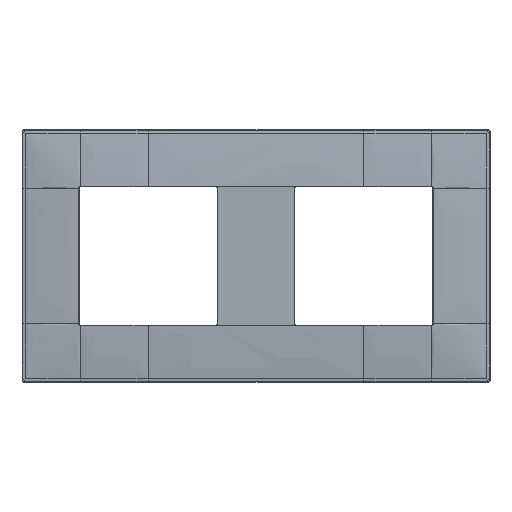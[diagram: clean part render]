
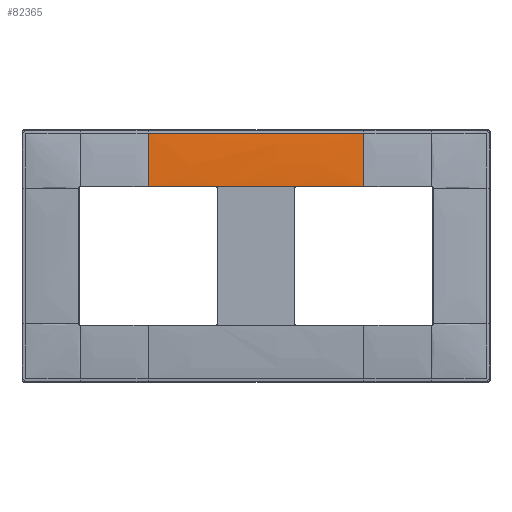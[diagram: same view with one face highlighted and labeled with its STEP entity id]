
A CAD part, top view. The second image highlights one B-rep face of the part: STEP entity #82365.
In plain terms, the highlighted free-form (B-spline) face has degree [5, 5] with [6, 6] control points.
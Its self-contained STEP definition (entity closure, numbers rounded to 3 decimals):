
#77360=CARTESIAN_POINT('Vertex',(71.,40.475,7.139)) ;
#77384=CARTESIAN_POINT('Vertex',(0.,40.475,7.139)) ;
#77387=CARTESIAN_POINT('Line Origine',(35.5,40.475,7.139)) ;
#82215=CARTESIAN_POINT('Control Point',(71.,22.935,8.498)) ;
#82216=CARTESIAN_POINT('Control Point',(71.,26.555,8.432)) ;
#82217=CARTESIAN_POINT('Control Point',(71.,30.08,8.27)) ;
#82218=CARTESIAN_POINT('Control Point',(71.,33.416,8.006)) ;
#82219=CARTESIAN_POINT('Control Point',(71.,36.905,7.621)) ;
#82220=CARTESIAN_POINT('Control Point',(71.,40.475,7.138)) ;
#82221=CARTESIAN_POINT('Vertex',(71.,22.935,8.498)) ;
#82245=CARTESIAN_POINT('Control Point',(0.,40.475,7.138)) ;
#82246=CARTESIAN_POINT('Control Point',(0.,36.878,7.624)) ;
#82247=CARTESIAN_POINT('Control Point',(0.,33.364,8.011)) ;
#82248=CARTESIAN_POINT('Control Point',(0.,30.005,8.276)) ;
#82249=CARTESIAN_POINT('Control Point',(0.,26.45,8.436)) ;
#82250=CARTESIAN_POINT('Control Point',(0.,22.8,8.5)) ;
#82251=CARTESIAN_POINT('Control Point',(14.2,40.475,7.138)) ;
#82252=CARTESIAN_POINT('Control Point',(14.2,36.878,7.624)) ;
#82253=CARTESIAN_POINT('Control Point',(14.2,33.364,8.011)) ;
#82254=CARTESIAN_POINT('Control Point',(14.2,30.005,8.276)) ;
#82255=CARTESIAN_POINT('Control Point',(14.2,26.45,8.436)) ;
#82256=CARTESIAN_POINT('Control Point',(14.2,22.8,8.5)) ;
#82257=CARTESIAN_POINT('Control Point',(28.4,40.475,7.138)) ;
#82258=CARTESIAN_POINT('Control Point',(28.4,36.878,7.624)) ;
#82259=CARTESIAN_POINT('Control Point',(28.4,33.364,8.011)) ;
#82260=CARTESIAN_POINT('Control Point',(28.4,30.005,8.276)) ;
#82261=CARTESIAN_POINT('Control Point',(28.4,26.45,8.436)) ;
#82262=CARTESIAN_POINT('Control Point',(28.4,22.8,8.5)) ;
#82263=CARTESIAN_POINT('Control Point',(42.6,40.475,7.138)) ;
#82264=CARTESIAN_POINT('Control Point',(42.6,36.878,7.624)) ;
#82265=CARTESIAN_POINT('Control Point',(42.6,33.364,8.011)) ;
#82266=CARTESIAN_POINT('Control Point',(42.6,30.005,8.276)) ;
#82267=CARTESIAN_POINT('Control Point',(42.6,26.45,8.436)) ;
#82268=CARTESIAN_POINT('Control Point',(42.6,22.8,8.5)) ;
#82269=CARTESIAN_POINT('Control Point',(56.8,40.475,7.138)) ;
#82270=CARTESIAN_POINT('Control Point',(56.8,36.878,7.624)) ;
#82271=CARTESIAN_POINT('Control Point',(56.8,33.364,8.011)) ;
#82272=CARTESIAN_POINT('Control Point',(56.8,30.005,8.276)) ;
#82273=CARTESIAN_POINT('Control Point',(56.8,26.45,8.436)) ;
#82274=CARTESIAN_POINT('Control Point',(56.8,22.8,8.5)) ;
#82275=CARTESIAN_POINT('Control Point',(71.,40.475,7.138)) ;
#82276=CARTESIAN_POINT('Control Point',(71.,36.878,7.624)) ;
#82277=CARTESIAN_POINT('Control Point',(71.,33.364,8.011)) ;
#82278=CARTESIAN_POINT('Control Point',(71.,30.005,8.276)) ;
#82279=CARTESIAN_POINT('Control Point',(71.,26.45,8.436)) ;
#82280=CARTESIAN_POINT('Control Point',(71.,22.8,8.5)) ;
#82282=CARTESIAN_POINT('Control Point',(48.292,22.8,8.5)) ;
#82283=CARTESIAN_POINT('Control Point',(48.294,22.8,8.5)) ;
#82284=CARTESIAN_POINT('Control Point',(48.297,22.8,8.5)) ;
#82285=CARTESIAN_POINT('Control Point',(48.299,22.802,8.5)) ;
#82286=CARTESIAN_POINT('Control Point',(48.307,22.805,8.5)) ;
#82287=CARTESIAN_POINT('Control Point',(48.313,22.808,8.5)) ;
#82288=CARTESIAN_POINT('Control Point',(48.318,22.81,8.5)) ;
#82289=CARTESIAN_POINT('Control Point',(48.329,22.816,8.5)) ;
#82290=CARTESIAN_POINT('Control Point',(48.34,22.822,8.5)) ;
#82291=CARTESIAN_POINT('Control Point',(48.347,22.825,8.5)) ;
#82292=CARTESIAN_POINT('Control Point',(48.372,22.839,8.499)) ;
#82293=CARTESIAN_POINT('Control Point',(48.397,22.851,8.499)) ;
#82294=CARTESIAN_POINT('Control Point',(48.416,22.86,8.499)) ;
#82295=CARTESIAN_POINT('Control Point',(48.489,22.893,8.498)) ;
#82296=CARTESIAN_POINT('Control Point',(48.567,22.917,8.498)) ;
#82297=CARTESIAN_POINT('Control Point',(48.627,22.929,8.498)) ;
#82298=CARTESIAN_POINT('Control Point',(48.689,22.935,8.498)) ;
#82299=CARTESIAN_POINT('Control Point',(48.75,22.935,8.498)) ;
#82300=CARTESIAN_POINT('Vertex',(48.75,22.935,8.498)) ;
#82302=CARTESIAN_POINT('Vertex',(48.292,22.8,8.5)) ;
#82306=CARTESIAN_POINT('Control Point',(48.75,22.935,8.498)) ;
#82307=CARTESIAN_POINT('Control Point',(71.,22.935,8.498)) ;
#82310=CARTESIAN_POINT('Control Point',(0.,22.935,8.498)) ;
#82311=CARTESIAN_POINT('Control Point',(0.,26.555,8.432)) ;
#82312=CARTESIAN_POINT('Control Point',(0.,30.08,8.27)) ;
#82313=CARTESIAN_POINT('Control Point',(0.,33.416,8.006)) ;
#82314=CARTESIAN_POINT('Control Point',(0.,36.905,7.621)) ;
#82315=CARTESIAN_POINT('Control Point',(0.,40.475,7.138)) ;
#82316=CARTESIAN_POINT('Vertex',(0.,22.935,8.498)) ;
#82320=CARTESIAN_POINT('Control Point',(22.25,22.935,8.498)) ;
#82321=CARTESIAN_POINT('Control Point',(0.,22.935,8.498)) ;
#82322=CARTESIAN_POINT('Vertex',(22.25,22.935,8.498)) ;
#82326=CARTESIAN_POINT('Control Point',(22.708,22.8,8.5)) ;
#82327=CARTESIAN_POINT('Control Point',(22.706,22.8,8.5)) ;
#82328=CARTESIAN_POINT('Control Point',(22.703,22.8,8.5)) ;
#82329=CARTESIAN_POINT('Control Point',(22.701,22.802,8.5)) ;
#82330=CARTESIAN_POINT('Control Point',(22.693,22.805,8.5)) ;
#82331=CARTESIAN_POINT('Control Point',(22.687,22.808,8.5)) ;
#82332=CARTESIAN_POINT('Control Point',(22.682,22.81,8.5)) ;
#82333=CARTESIAN_POINT('Control Point',(22.671,22.816,8.5)) ;
#82334=CARTESIAN_POINT('Control Point',(22.66,22.822,8.5)) ;
#82335=CARTESIAN_POINT('Control Point',(22.653,22.825,8.5)) ;
#82336=CARTESIAN_POINT('Control Point',(22.628,22.839,8.499)) ;
#82337=CARTESIAN_POINT('Control Point',(22.603,22.851,8.499)) ;
#82338=CARTESIAN_POINT('Control Point',(22.584,22.86,8.499)) ;
#82339=CARTESIAN_POINT('Control Point',(22.511,22.893,8.498)) ;
#82340=CARTESIAN_POINT('Control Point',(22.433,22.917,8.498)) ;
#82341=CARTESIAN_POINT('Control Point',(22.373,22.929,8.498)) ;
#82342=CARTESIAN_POINT('Control Point',(22.311,22.935,8.498)) ;
#82343=CARTESIAN_POINT('Control Point',(22.25,22.935,8.498)) ;
#82344=CARTESIAN_POINT('Vertex',(22.708,22.8,8.5)) ;
#82348=CARTESIAN_POINT('Control Point',(22.708,22.8,8.5)) ;
#82349=CARTESIAN_POINT('Control Point',(27.825,22.8,8.5)) ;
#82350=CARTESIAN_POINT('Control Point',(32.942,22.8,8.5)) ;
#82351=CARTESIAN_POINT('Control Point',(38.058,22.8,8.5)) ;
#82352=CARTESIAN_POINT('Control Point',(43.175,22.8,8.5)) ;
#82353=CARTESIAN_POINT('Control Point',(48.292,22.8,8.5)) ;
#77388=DIRECTION('Vector Direction',(1.,0.,0.)) ;
#77389=VECTOR('Line Direction',#77388,1.) ;
#82356=ORIENTED_EDGE('',*,*,#82304,.F.) ;
#82357=ORIENTED_EDGE('',*,*,#82308,.F.) ;
#82358=ORIENTED_EDGE('',*,*,#82223,.T.) ;
#82359=ORIENTED_EDGE('',*,*,#77391,.F.) ;
#82360=ORIENTED_EDGE('',*,*,#82318,.F.) ;
#82361=ORIENTED_EDGE('',*,*,#82324,.F.) ;
#82362=ORIENTED_EDGE('',*,*,#82346,.F.) ;
#82363=ORIENTED_EDGE('',*,*,#82354,.T.) ;
#82365=ADVANCED_FACE('Corps principal',(#82364),#82244,.F.) ;
#82214=B_SPLINE_CURVE_WITH_KNOTS('',5,(#82215,#82216,#82217,#82218,#82219,#82220),.UNSPECIFIED.,.F.,.U.,(6,6),(0.187,25.207),.UNSPECIFIED.) ;
#82281=B_SPLINE_CURVE_WITH_KNOTS('',5,(#82282,#82283,#82284,#82285,#82286,#82287,#82288,#82289,#82290,#82291,#82292,#82293,#82294,#82295,#82296,#82297,#82298,#82299),.UNSPECIFIED.,.F.,.U.,(6,3,3,3,3,6),(0.,0.019,0.056,0.113,0.267,0.71),.UNSPECIFIED.) ;
#82305=B_SPLINE_CURVE_WITH_KNOTS('',1,(#82306,#82307),.UNSPECIFIED.,.F.,.U.,(2,2),(0.,31.466),.UNSPECIFIED.) ;
#82309=B_SPLINE_CURVE_WITH_KNOTS('',5,(#82310,#82311,#82312,#82313,#82314,#82315),.UNSPECIFIED.,.F.,.U.,(6,6),(-12.417,12.603),.UNSPECIFIED.) ;
#82319=B_SPLINE_CURVE_WITH_KNOTS('',1,(#82320,#82321),.UNSPECIFIED.,.F.,.U.,(2,2),(0.,31.466),.UNSPECIFIED.) ;
#82325=B_SPLINE_CURVE_WITH_KNOTS('',5,(#82326,#82327,#82328,#82329,#82330,#82331,#82332,#82333,#82334,#82335,#82336,#82337,#82338,#82339,#82340,#82341,#82342,#82343),.UNSPECIFIED.,.F.,.U.,(6,3,3,3,3,6),(0.,0.019,0.056,0.113,0.267,0.71),.UNSPECIFIED.) ;
#82347=B_SPLINE_CURVE_WITH_KNOTS('',5,(#82348,#82349,#82350,#82351,#82352,#82353),.UNSPECIFIED.,.F.,.U.,(6,6),(22.708,48.292),.UNSPECIFIED.) ;
#82244=B_SPLINE_SURFACE_WITH_KNOTS('',5,5,((#82245,#82246,#82247,#82248,#82249,#82250),(#82251,#82252,#82253,#82254,#82255,#82256),(#82257,#82258,#82259,#82260,#82261,#82262),(#82263,#82264,#82265,#82266,#82267,#82268),(#82269,#82270,#82271,#82272,#82273,#82274),(#82275,#82276,#82277,#82278,#82279,#82280)),.UNSPECIFIED.,.F.,.F.,.U.,(6,6),(6,6),(0.,71.),(0.,25.207),.UNSPECIFIED.) ;
#77391=EDGE_CURVE('',#77385,#77361,#77390,.T.) ;
#82223=EDGE_CURVE('',#82222,#77361,#82214,.T.) ;
#82304=EDGE_CURVE('',#82301,#82303,#82281,.F.) ;
#82308=EDGE_CURVE('',#82222,#82301,#82305,.F.) ;
#82318=EDGE_CURVE('',#82317,#77385,#82309,.T.) ;
#82324=EDGE_CURVE('',#82323,#82317,#82319,.T.) ;
#82346=EDGE_CURVE('',#82345,#82323,#82325,.T.) ;
#82354=EDGE_CURVE('',#82345,#82303,#82347,.T.) ;
#82355=EDGE_LOOP('',(#82356,#82357,#82358,#82359,#82360,#82361,#82362,#82363)) ;
#82364=FACE_OUTER_BOUND('',#82355,.T.) ;
#77390=LINE('Line',#77387,#77389) ;
#77361=VERTEX_POINT('',#77360) ;
#77385=VERTEX_POINT('',#77384) ;
#82222=VERTEX_POINT('',#82221) ;
#82301=VERTEX_POINT('',#82300) ;
#82303=VERTEX_POINT('',#82302) ;
#82317=VERTEX_POINT('',#82316) ;
#82323=VERTEX_POINT('',#82322) ;
#82345=VERTEX_POINT('',#82344) ;
